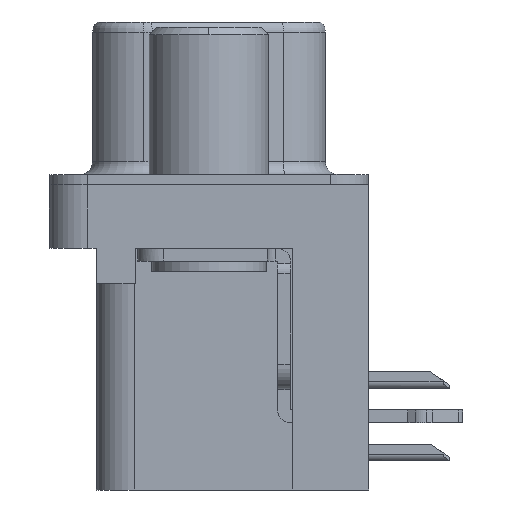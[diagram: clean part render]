
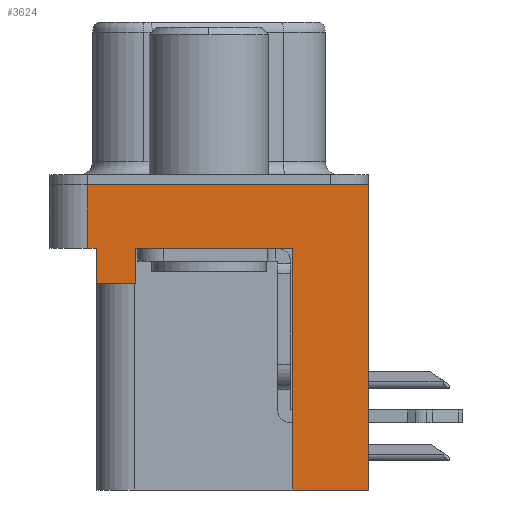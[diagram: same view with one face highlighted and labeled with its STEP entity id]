
A CAD part, left-side view. The second image highlights one B-rep face of the part: STEP entity #3624.
In plain terms, the highlighted planar face has unit normal (-1, 0, 0).
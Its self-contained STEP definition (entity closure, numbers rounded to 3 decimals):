
#46 = ORIENTED_EDGE ( 'NONE', *, *, #5515, .F. ) ;
#183 = CARTESIAN_POINT ( 'NONE',  ( -2.91, -6.275, -2.5 ) ) ;
#289 = DIRECTION ( 'NONE',  ( 0., -1., 0. ) ) ;
#803 = CARTESIAN_POINT ( 'NONE',  ( -2.91, -3.295, -12. ) ) ;
#1146 = EDGE_CURVE ( 'NONE', #11411, #4139, #12943, .T. ) ;
#1243 = ORIENTED_EDGE ( 'NONE', *, *, #9371, .F. ) ;
#1668 = CARTESIAN_POINT ( 'NONE',  ( -2.91, 4.425, -2.5 ) ) ;
#1737 = ORIENTED_EDGE ( 'NONE', *, *, #1146, .T. ) ;
#2003 = DIRECTION ( 'NONE',  ( 0., 1., 0. ) ) ;
#2892 = VECTOR ( 'NONE', #2003, 1000. ) ;
#3071 = VECTOR ( 'NONE', #16528, 1000. ) ;
#3261 = VECTOR ( 'NONE', #12720, 1000. ) ;
#3624 = ADVANCED_FACE ( 'NONE', ( #14377 ), #15063, .T. ) ;
#4056 = LINE ( 'NONE', #9832, #3261 ) ;
#4116 = VECTOR ( 'NONE', #13730, 1000. ) ;
#4139 = VERTEX_POINT ( 'NONE', #8657 ) ;
#4320 = EDGE_LOOP ( 'NONE', ( #1243, #4569, #13037, #46, #12519, #1737, #9703, #14658, #16680, #10983 ) ) ;
#4529 = LINE ( 'NONE', #12562, #4116 ) ;
#4569 = ORIENTED_EDGE ( 'NONE', *, *, #10068, .F. ) ;
#4687 = LINE ( 'NONE', #14395, #5919 ) ;
#4849 = VERTEX_POINT ( 'NONE', #1668 ) ;
#4938 = DIRECTION ( 'NONE',  ( 0., 0., 1. ) ) ;
#4957 = DIRECTION ( 'NONE',  ( 0., 0., 1. ) ) ;
#4965 = VERTEX_POINT ( 'NONE', #14611 ) ;
#5515 = EDGE_CURVE ( 'NONE', #8091, #4849, #4056, .T. ) ;
#5705 = CARTESIAN_POINT ( 'NONE',  ( -2.91, -6.275, -2.5 ) ) ;
#5919 = VECTOR ( 'NONE', #15720, 1000. ) ;
#5999 = EDGE_CURVE ( 'NONE', #13911, #4849, #14950, .T. ) ;
#6162 = CARTESIAN_POINT ( 'NONE',  ( -2.91, 4.775, -2.5 ) ) ;
#6506 = LINE ( 'NONE', #10900, #3071 ) ;
#6967 = LINE ( 'NONE', #11175, #2892 ) ;
#7345 = CARTESIAN_POINT ( 'NONE',  ( -2.91, 4.425, -3.9 ) ) ;
#8091 = VERTEX_POINT ( 'NONE', #7345 ) ;
#8407 = VECTOR ( 'NONE', #13648, 1000. ) ;
#8657 = CARTESIAN_POINT ( 'NONE',  ( -2.91, 2.895, -2.5 ) ) ;
#8701 = CARTESIAN_POINT ( 'NONE',  ( -2.91, 2.895, -3.9 ) ) ;
#8858 = CARTESIAN_POINT ( 'NONE',  ( -2.91, -6.275, -2.5 ) ) ;
#9371 = EDGE_CURVE ( 'NONE', #9612, #10935, #14633, .T. ) ;
#9544 = VERTEX_POINT ( 'NONE', #10243 ) ;
#9612 = VERTEX_POINT ( 'NONE', #13341 ) ;
#9703 = ORIENTED_EDGE ( 'NONE', *, *, #11986, .T. ) ;
#9832 = CARTESIAN_POINT ( 'NONE',  ( -2.91, 4.425, -3.9 ) ) ;
#10068 = EDGE_CURVE ( 'NONE', #13911, #9612, #4529, .T. ) ;
#10138 = VERTEX_POINT ( 'NONE', #803 ) ;
#10243 = CARTESIAN_POINT ( 'NONE',  ( -2.91, -6.275, -12. ) ) ;
#10245 = CARTESIAN_POINT ( 'NONE',  ( -2.91, -3.295, -12. ) ) ;
#10709 = EDGE_CURVE ( 'NONE', #9544, #10138, #6967, .T. ) ;
#10735 = EDGE_CURVE ( 'NONE', #9544, #10935, #13122, .T. ) ;
#10900 = CARTESIAN_POINT ( 'NONE',  ( -2.91, -6.275, -2.5 ) ) ;
#10935 = VERTEX_POINT ( 'NONE', #11335 ) ;
#10983 = ORIENTED_EDGE ( 'NONE', *, *, #10735, .T. ) ;
#11070 = DIRECTION ( 'NONE',  ( 0., -1., 0. ) ) ;
#11175 = CARTESIAN_POINT ( 'NONE',  ( -2.91, -3.295, -12. ) ) ;
#11272 = EDGE_CURVE ( 'NONE', #11411, #8091, #4687, .T. ) ;
#11335 = CARTESIAN_POINT ( 'NONE',  ( -2.91, -6.275, 0. ) ) ;
#11411 = VERTEX_POINT ( 'NONE', #12524 ) ;
#11433 = VECTOR ( 'NONE', #289, 1000. ) ;
#11986 = EDGE_CURVE ( 'NONE', #4139, #4965, #6506, .T. ) ;
#12130 = VECTOR ( 'NONE', #11070, 1000. ) ;
#12519 = ORIENTED_EDGE ( 'NONE', *, *, #11272, .F. ) ;
#12524 = CARTESIAN_POINT ( 'NONE',  ( -2.91, 2.895, -3.9 ) ) ;
#12562 = CARTESIAN_POINT ( 'NONE',  ( -2.91, 4.775, -2.5 ) ) ;
#12720 = DIRECTION ( 'NONE',  ( 0., 0., 1. ) ) ;
#12815 = DIRECTION ( 'NONE',  ( -1., 0., 0. ) ) ;
#12943 = LINE ( 'NONE', #8701, #16045 ) ;
#12960 = DIRECTION ( 'NONE',  ( 0., 0., 1. ) ) ;
#13037 = ORIENTED_EDGE ( 'NONE', *, *, #5999, .T. ) ;
#13122 = LINE ( 'NONE', #5705, #8407 ) ;
#13264 = LINE ( 'NONE', #10245, #16383 ) ;
#13341 = CARTESIAN_POINT ( 'NONE',  ( -2.91, 4.775, 0. ) ) ;
#13552 = CARTESIAN_POINT ( 'NONE',  ( -2.91, -6.275, 0. ) ) ;
#13582 = EDGE_CURVE ( 'NONE', #10138, #4965, #13264, .T. ) ;
#13648 = DIRECTION ( 'NONE',  ( 0., 0., 1. ) ) ;
#13730 = DIRECTION ( 'NONE',  ( 0., 0., 1. ) ) ;
#13911 = VERTEX_POINT ( 'NONE', #6162 ) ;
#14130 = AXIS2_PLACEMENT_3D ( 'NONE', #8858, #12815, #4938 ) ;
#14377 = FACE_OUTER_BOUND ( 'NONE', #4320, .T. ) ;
#14395 = CARTESIAN_POINT ( 'NONE',  ( -2.91, 4.425, -3.9 ) ) ;
#14611 = CARTESIAN_POINT ( 'NONE',  ( -2.91, -3.295, -2.5 ) ) ;
#14633 = LINE ( 'NONE', #13552, #12130 ) ;
#14658 = ORIENTED_EDGE ( 'NONE', *, *, #13582, .F. ) ;
#14950 = LINE ( 'NONE', #183, #11433 ) ;
#15063 = PLANE ( 'NONE',  #14130 ) ;
#15720 = DIRECTION ( 'NONE',  ( 0., 1., 0. ) ) ;
#16045 = VECTOR ( 'NONE', #4957, 1000. ) ;
#16383 = VECTOR ( 'NONE', #12960, 1000. ) ;
#16528 = DIRECTION ( 'NONE',  ( 0., -1., 0. ) ) ;
#16680 = ORIENTED_EDGE ( 'NONE', *, *, #10709, .F. ) ;
